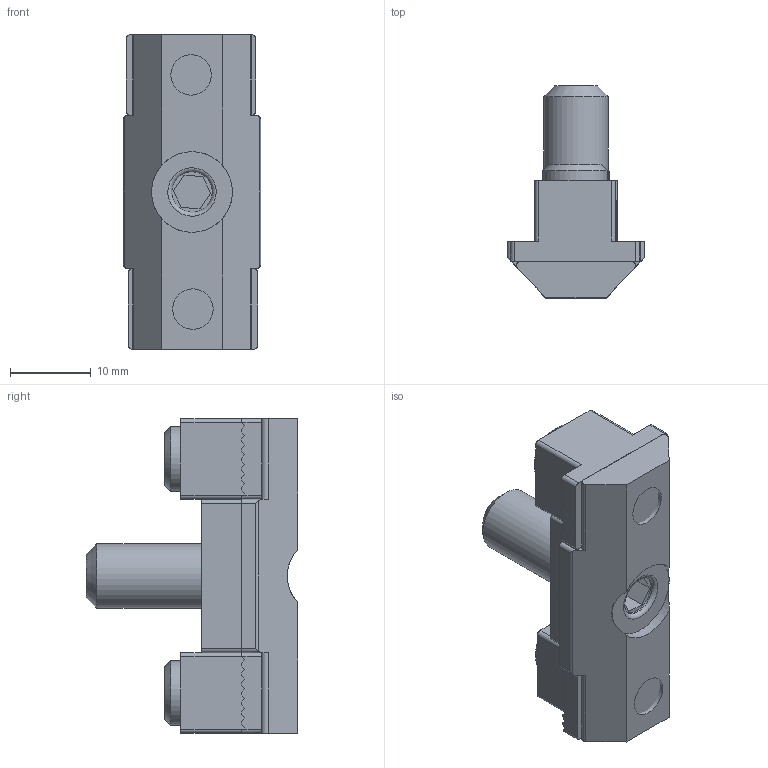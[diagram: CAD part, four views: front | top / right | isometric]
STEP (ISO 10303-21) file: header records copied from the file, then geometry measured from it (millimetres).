
FILE_DESCRIPTION(/* description */ (''),/* implementation_level */ '2;1');
FILE_NAME(/* name */ '13170_KriTec_Druckverbinder_10_40_M8.stp',/* time_stamp */ '2015-09-01T09:18:36+02:00',/* author */ ('kostic'),/* organization */ (''),/* preprocessor_version */ 'ST-DEVELOPER v15.2',/* originating_system */ 'Autodesk Inventor 2014',/* authorisation */ '');
FILE_SCHEMA (('CONFIG_CONTROL_DESIGN'));
Length unit declared in the file: millimetre
Products named in the file (5): Verbinder_; Befestigungseinsatz_10; DIN 915 - M8 x 16; Schraube; 13170_KriTec_Druckverbinder_10_40_M8
Assembly tree (6 placements, depth 2):
  13170_KriTec_Druckverbinder_10_40_M8
    Verbinder_
    Befestigungseinsatz_10  x2
    DIN 915 - M8 x 16  x2
    Schraube
Bounding box: 17 x 26.25 x 39 mm (x, y, z)
Volume: 6933.2 mm3; surface area: 5844.3 mm2
Topology: 6 solids, 6 shells, 212 faces, 588 edges, 389 vertices
Faces by surface type: plane 159, cylinder 43, cone 9, torus 1
Full cylindrical faces by diameter (mm): 5 x3, 5.5 x2, 6.647 x2, 8 x4, 10 x2
Entity records: 4174 total; most frequent: CARTESIAN_POINT 729, DIRECTION 694, ORIENTED_EDGE 680, EDGE_CURVE 340, LINE 260, VECTOR 260, VERTEX_POINT 234, AXIS2_PLACEMENT_3D 217
